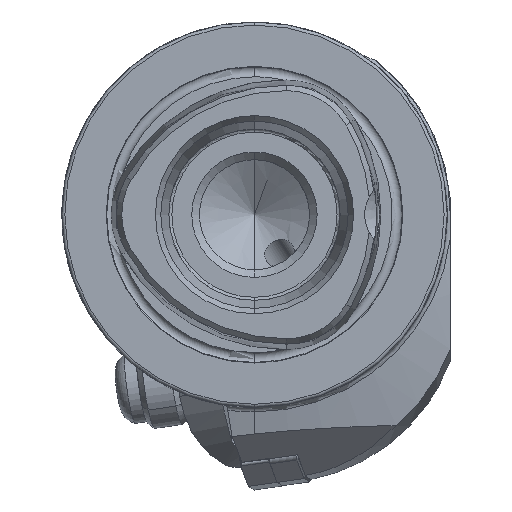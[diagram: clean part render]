
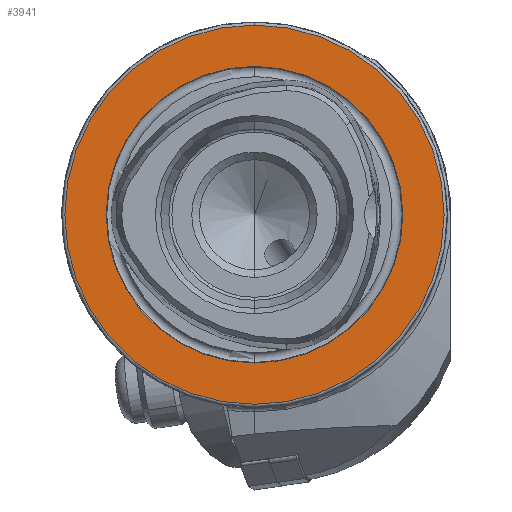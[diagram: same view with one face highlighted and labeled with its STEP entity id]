
A CAD part, left-side view. The second image highlights one B-rep face of the part: STEP entity #3941.
In plain terms, the highlighted planar face has unit normal (-1, 0, 0).
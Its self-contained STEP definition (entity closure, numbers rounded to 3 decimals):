
#1136 = FACE_BOUND ( 'NONE', #5495, .T. ) ;
#1155 = FACE_OUTER_BOUND ( 'NONE', #5494, .T. ) ;
#2714 = EDGE_CURVE ( 'NONE', #4246, #4245, #6328, .T. ) ;
#2715 = EDGE_CURVE ( 'NONE', #4243, #4242, #6330, .T. ) ;
#3085 = ORIENTED_EDGE ( 'NONE', *, *, #2715, .F. ) ;
#3086 = ORIENTED_EDGE ( 'NONE', *, *, #4753, .F. ) ;
#3087 = ORIENTED_EDGE ( 'NONE', *, *, #4757, .T. ) ;
#3088 = ORIENTED_EDGE ( 'NONE', *, *, #2714, .T. ) ;
#3941 = ADVANCED_FACE ( 'NONE', ( #1136, #1155 ), #14599, .F. ) ;
#3991 = CARTESIAN_POINT ( 'NONE',  ( 0., 0., 0. ) ) ;
#3992 = DIRECTION ( 'NONE',  ( -1., 0., 0. ) ) ;
#3993 = DIRECTION ( 'NONE',  ( 0., 0., 1. ) ) ;
#3995 = CARTESIAN_POINT ( 'NONE',  ( 0., 0., 0. ) ) ;
#3996 = DIRECTION ( 'NONE',  ( -1., 0., 0. ) ) ;
#3997 = DIRECTION ( 'NONE',  ( 0., 0., 1. ) ) ;
#4242 = VERTEX_POINT ( 'NONE', #9240 ) ;
#4243 = VERTEX_POINT ( 'NONE', #9241 ) ;
#4245 = VERTEX_POINT ( 'NONE', #9243 ) ;
#4246 = VERTEX_POINT ( 'NONE', #9244 ) ;
#4589 = AXIS2_PLACEMENT_3D ( 'NONE', #3991, #3992, #3993 ) ;
#4590 = AXIS2_PLACEMENT_3D ( 'NONE', #3995, #3996, #3997 ) ;
#4753 = EDGE_CURVE ( 'NONE', #4242, #4243, #10447, .T. ) ;
#4757 = EDGE_CURVE ( 'NONE', #4245, #4246, #10463, .T. ) ;
#5494 = EDGE_LOOP ( 'NONE', ( #3087, #3088 ) ) ;
#5495 = EDGE_LOOP ( 'NONE', ( #3085, #3086 ) ) ;
#6328 = CIRCLE ( 'NONE', #4589, 31. ) ;
#6330 = CIRCLE ( 'NONE', #4590, 24.25 ) ;
#7208 = CARTESIAN_POINT ( 'NONE',  ( 0., 0., 0. ) ) ;
#7209 = DIRECTION ( 'NONE',  ( -1., 0., 0. ) ) ;
#7210 = DIRECTION ( 'NONE',  ( 0., 0., 1. ) ) ;
#7218 = CARTESIAN_POINT ( 'NONE',  ( 0., 0., 0. ) ) ;
#7219 = DIRECTION ( 'NONE',  ( -1., 0., 0. ) ) ;
#7220 = DIRECTION ( 'NONE',  ( 0., 0., 1. ) ) ;
#9240 = CARTESIAN_POINT ( 'NONE',  ( 0., 0., -24.25 ) ) ;
#9241 = CARTESIAN_POINT ( 'NONE',  ( 0., 0., 24.25 ) ) ;
#9243 = CARTESIAN_POINT ( 'NONE',  ( 0., 0., 31. ) ) ;
#9244 = CARTESIAN_POINT ( 'NONE',  ( 0., 0., -31. ) ) ;
#10447 = CIRCLE ( 'NONE', #14370, 24.25 ) ;
#10463 = CIRCLE ( 'NONE', #14377, 31. ) ;
#13971 = AXIS2_PLACEMENT_3D ( 'NONE', #14593, #14603, #14605 ) ;
#14370 = AXIS2_PLACEMENT_3D ( 'NONE', #7208, #7209, #7210 ) ;
#14377 = AXIS2_PLACEMENT_3D ( 'NONE', #7218, #7219, #7220 ) ;
#14593 = CARTESIAN_POINT ( 'NONE',  ( 0., 24.25, 0. ) ) ;
#14599 = PLANE ( 'NONE',  #13971 ) ;
#14603 = DIRECTION ( 'NONE',  ( 1., 0., 0. ) ) ;
#14605 = DIRECTION ( 'NONE',  ( 0., 0., -1. ) ) ;
